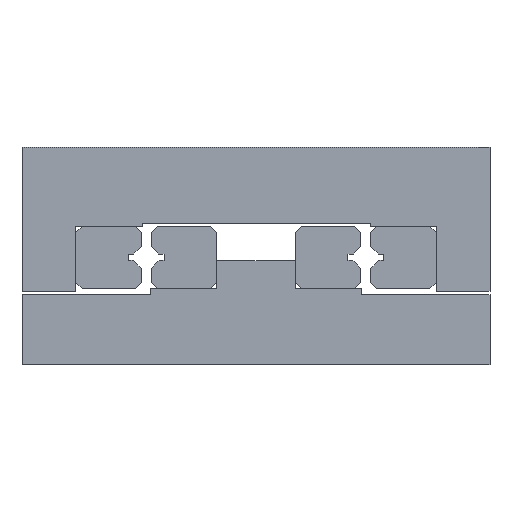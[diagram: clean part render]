
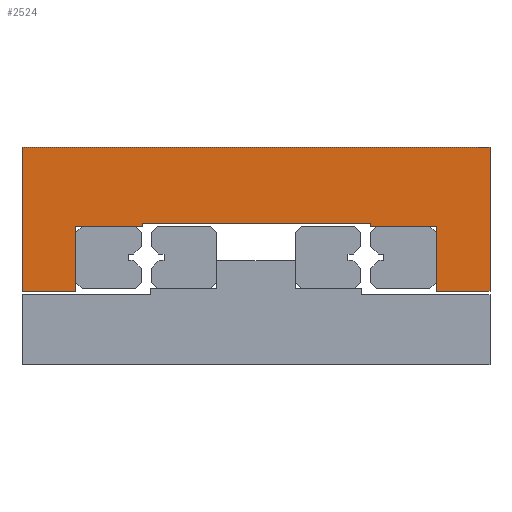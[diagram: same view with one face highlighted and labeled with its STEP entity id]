
A CAD part, front view. The second image highlights one B-rep face of the part: STEP entity #2524.
In plain terms, the highlighted planar face has unit normal (0, -1, 0).
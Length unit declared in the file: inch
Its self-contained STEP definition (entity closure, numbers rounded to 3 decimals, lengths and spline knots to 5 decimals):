
#2094=CARTESIAN_POINT('',(-0.909,-1.08,-0.364));
#2095=VERTEX_POINT('',#2094);
#2102=CARTESIAN_POINT('',(-1.181,-1.08,-0.364));
#2103=VERTEX_POINT('',#2102);
#2104=CARTESIAN_POINT('',(-0.909,-1.08,-0.364));
#2105=DIRECTION('',(-1.0,0.0,0.0));
#2106=VECTOR('',#2105,0.272);
#2107=LINE('',#2104,#2106);
#2108=EDGE_CURVE('',#2095,#2103,#2107,.T.);
#2125=CARTESIAN_POINT('',(-0.909,-1.08,-0.036));
#2126=VERTEX_POINT('',#2125);
#2133=CARTESIAN_POINT('',(-0.909,-1.08,-0.036));
#2134=DIRECTION('',(0.0,0.0,-1.0));
#2135=VECTOR('',#2134,0.328);
#2136=LINE('',#2133,#2135);
#2137=EDGE_CURVE('',#2126,#2095,#2136,.T.);
#2149=CARTESIAN_POINT('',(-0.57433,-1.08,-0.036));
#2150=VERTEX_POINT('',#2149);
#2157=CARTESIAN_POINT('',(-0.57433,-1.08,-0.036));
#2158=DIRECTION('',(-1.0,0.0,0.0));
#2159=VECTOR('',#2158,0.33467);
#2160=LINE('',#2157,#2159);
#2161=EDGE_CURVE('',#2150,#2126,#2160,.T.);
#2173=CARTESIAN_POINT('',(-0.57433,-1.08,-0.02));
#2174=VERTEX_POINT('',#2173);
#2181=CARTESIAN_POINT('',(-0.57433,-1.08,-0.02));
#2182=DIRECTION('',(0.0,0.0,-1.0));
#2183=VECTOR('',#2182,0.016);
#2184=LINE('',#2181,#2183);
#2185=EDGE_CURVE('',#2174,#2150,#2184,.T.);
#2197=CARTESIAN_POINT('',(0.58026,-1.08,-0.02));
#2198=VERTEX_POINT('',#2197);
#2205=CARTESIAN_POINT('',(0.58026,-1.08,-0.02));
#2206=DIRECTION('',(-1.0,0.0,0.0));
#2207=VECTOR('',#2206,1.15459);
#2208=LINE('',#2205,#2207);
#2209=EDGE_CURVE('',#2198,#2174,#2208,.T.);
#2285=CARTESIAN_POINT('',(0.58026,-1.08,-0.036));
#2286=VERTEX_POINT('',#2285);
#2293=CARTESIAN_POINT('',(0.58026,-1.08,-0.036));
#2294=DIRECTION('',(0.0,0.0,1.0));
#2295=VECTOR('',#2294,0.016);
#2296=LINE('',#2293,#2295);
#2297=EDGE_CURVE('',#2286,#2198,#2296,.T.);
#2309=CARTESIAN_POINT('',(0.909,-1.08,-0.036));
#2310=VERTEX_POINT('',#2309);
#2317=CARTESIAN_POINT('',(0.909,-1.08,-0.036));
#2318=DIRECTION('',(-1.0,0.0,0.0));
#2319=VECTOR('',#2318,0.32874);
#2320=LINE('',#2317,#2319);
#2321=EDGE_CURVE('',#2310,#2286,#2320,.T.);
#2333=CARTESIAN_POINT('',(0.909,-1.08,-0.364));
#2334=VERTEX_POINT('',#2333);
#2341=CARTESIAN_POINT('',(0.909,-1.08,-0.364));
#2342=DIRECTION('',(0.0,0.0,1.0));
#2343=VECTOR('',#2342,0.328);
#2344=LINE('',#2341,#2343);
#2345=EDGE_CURVE('',#2334,#2310,#2344,.T.);
#2357=CARTESIAN_POINT('',(1.181,-1.08,-0.364));
#2358=VERTEX_POINT('',#2357);
#2365=CARTESIAN_POINT('',(1.181,-1.08,-0.364));
#2366=DIRECTION('',(-1.0,0.0,0.0));
#2367=VECTOR('',#2366,0.272);
#2368=LINE('',#2365,#2367);
#2369=EDGE_CURVE('',#2358,#2334,#2368,.T.);
#2381=CARTESIAN_POINT('',(1.181,-1.08,0.364));
#2382=VERTEX_POINT('',#2381);
#2389=CARTESIAN_POINT('',(1.181,-1.08,0.364));
#2390=DIRECTION('',(0.0,0.0,-1.0));
#2391=VECTOR('',#2390,0.728);
#2392=LINE('',#2389,#2391);
#2393=EDGE_CURVE('',#2382,#2358,#2392,.T.);
#2405=CARTESIAN_POINT('',(-1.181,-1.08,0.364));
#2406=VERTEX_POINT('',#2405);
#2413=CARTESIAN_POINT('',(-1.181,-1.08,0.364));
#2414=DIRECTION('',(1.0,0.0,0.0));
#2415=VECTOR('',#2414,2.362);
#2416=LINE('',#2413,#2415);
#2417=EDGE_CURVE('',#2406,#2382,#2416,.T.);
#2494=CARTESIAN_POINT('',(-1.181,-1.08,-0.364));
#2495=DIRECTION('',(0.0,0.0,1.0));
#2496=VECTOR('',#2495,0.728);
#2497=LINE('',#2494,#2496);
#2498=EDGE_CURVE('',#2103,#2406,#2497,.T.);
#2505=CARTESIAN_POINT('',(0.00001,-1.08,0.07028));
#2506=DIRECTION('',(0.0,1.0,0.0));
#2507=DIRECTION('',(0.0,0.0,1.0));
#2508=AXIS2_PLACEMENT_3D('',#2505,#2506,#2507);
#2509=PLANE('',#2508);
#2510=ORIENTED_EDGE('',*,*,#2498,.F.);
#2511=ORIENTED_EDGE('',*,*,#2108,.F.);
#2512=ORIENTED_EDGE('',*,*,#2137,.F.);
#2513=ORIENTED_EDGE('',*,*,#2161,.F.);
#2514=ORIENTED_EDGE('',*,*,#2185,.F.);
#2515=ORIENTED_EDGE('',*,*,#2209,.F.);
#2516=ORIENTED_EDGE('',*,*,#2297,.F.);
#2517=ORIENTED_EDGE('',*,*,#2321,.F.);
#2518=ORIENTED_EDGE('',*,*,#2345,.F.);
#2519=ORIENTED_EDGE('',*,*,#2369,.F.);
#2520=ORIENTED_EDGE('',*,*,#2393,.F.);
#2521=ORIENTED_EDGE('',*,*,#2417,.F.);
#2522=EDGE_LOOP('',(#2510,#2511,#2512,#2513,#2514,#2515,#2516,#2517,#2518,#2519,#2520,#2521));
#2523=FACE_OUTER_BOUND('',#2522,.T.);
#2524=ADVANCED_FACE('',(#2523),#2509,.F.);
